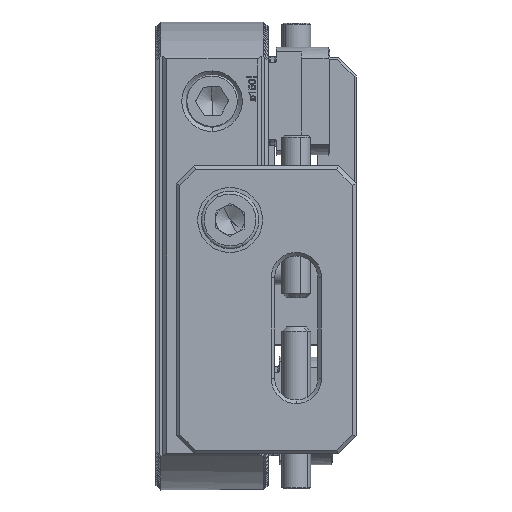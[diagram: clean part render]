
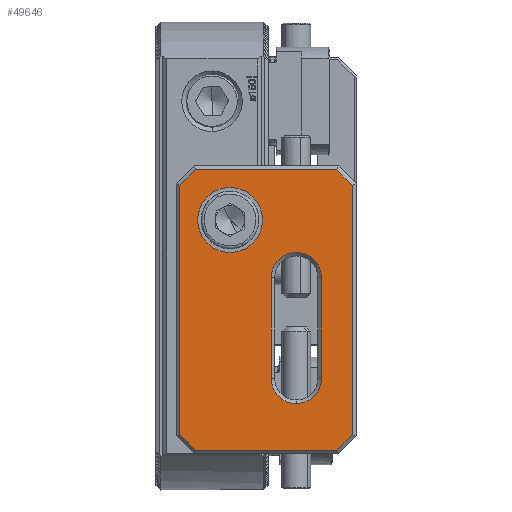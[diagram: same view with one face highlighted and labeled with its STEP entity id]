
A CAD part, front view. The second image highlights one B-rep face of the part: STEP entity #49646.
In plain terms, the highlighted face is planar.
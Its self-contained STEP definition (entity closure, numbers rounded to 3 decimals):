
#565 = VERTEX_POINT ( 'NONE', #646 ) ;
#646 = CARTESIAN_POINT ( 'NONE',  ( 59., 40.4, 0. ) ) ;
#1260 = EDGE_CURVE ( 'NONE', #565, #11777, #3292, .T. ) ;
#1437 = AXIS2_PLACEMENT_3D ( 'NONE', #37575, #23580, #57053 ) ;
#2095 = DIRECTION ( 'NONE',  ( 0., 0., -1. ) ) ;
#2447 = AXIS2_PLACEMENT_3D ( 'NONE', #26710, #60239, #31536 ) ;
#2569 = CARTESIAN_POINT ( 'NONE',  ( 0.707, 44.293, 0. ) ) ;
#2762 = ORIENTED_EDGE ( 'NONE', *, *, #46153, .T. ) ;
#3292 = CIRCLE ( 'NONE', #12463, 7. ) ;
#4603 = DIRECTION ( 'NONE',  ( 1., 0., 0. ) ) ;
#6280 = FACE_BOUND ( 'NONE', #52265, .T. ) ;
#7119 = EDGE_CURVE ( 'NONE', #17304, #55613, #58970, .T. ) ;
#7164 = VERTEX_POINT ( 'NONE', #34814 ) ;
#8196 = CARTESIAN_POINT ( 'NONE',  ( 79., 5.414, 0. ) ) ;
#8271 = LINE ( 'NONE', #52101, #30684 ) ;
#8565 = AXIS2_PLACEMENT_3D ( 'NONE', #47238, #18616, #52021 ) ;
#9654 = CIRCLE ( 'NONE', #2447, 9. ) ;
#9767 = AXIS2_PLACEMENT_3D ( 'NONE', #30764, #2095, #35570 ) ;
#11113 = VERTEX_POINT ( 'NONE', #8196 ) ;
#11213 = CARTESIAN_POINT ( 'NONE',  ( 1., 44.586, 0. ) ) ;
#11390 = CARTESIAN_POINT ( 'NONE',  ( 31., 40.4, 0. ) ) ;
#11442 = VECTOR ( 'NONE', #54816, 1000. ) ;
#11777 = VERTEX_POINT ( 'NONE', #58543 ) ;
#11953 = CARTESIAN_POINT ( 'NONE',  ( 1., 5., 0. ) ) ;
#12463 = AXIS2_PLACEMENT_3D ( 'NONE', #25548, #59040, #30342 ) ;
#13367 = EDGE_LOOP ( 'NONE', ( #56390, #16232, #35179, #2762, #56813, #17204, #50182, #14150 ) ) ;
#13983 = LINE ( 'NONE', #2569, #37866 ) ;
#14150 = ORIENTED_EDGE ( 'NONE', *, *, #31308, .T. ) ;
#14222 = EDGE_CURVE ( 'NONE', #50555, #39302, #54028, .T. ) ;
#15332 = CARTESIAN_POINT ( 'NONE',  ( 74.586, 49., 0. ) ) ;
#16232 = ORIENTED_EDGE ( 'NONE', *, *, #7119, .T. ) ;
#17156 = LINE ( 'NONE', #49641, #28315 ) ;
#17204 = ORIENTED_EDGE ( 'NONE', *, *, #22310, .T. ) ;
#17304 = VERTEX_POINT ( 'NONE', #40396 ) ;
#18111 = VECTOR ( 'NONE', #4603, 1000. ) ;
#18458 = VECTOR ( 'NONE', #39294, 1000. ) ;
#18616 = DIRECTION ( 'NONE',  ( 0., 0., 1. ) ) ;
#19079 = DIRECTION ( 'NONE',  ( 1., 0., 0. ) ) ;
#20510 = VERTEX_POINT ( 'NONE', #24787 ) ;
#20793 = VECTOR ( 'NONE', #58485, 1000. ) ;
#20908 = EDGE_CURVE ( 'NONE', #20972, #50555, #8271, .T. ) ;
#20972 = VERTEX_POINT ( 'NONE', #57768 ) ;
#21083 = DIRECTION ( 'NONE',  ( 0., 0., -1. ) ) ;
#21184 = EDGE_CURVE ( 'NONE', #11777, #20972, #58386, .T. ) ;
#21430 = EDGE_CURVE ( 'NONE', #38674, #55416, #41103, .T. ) ;
#22310 = EDGE_CURVE ( 'NONE', #50734, #20510, #17156, .T. ) ;
#23580 = DIRECTION ( 'NONE',  ( 0., 0., -1. ) ) ;
#24225 = DIRECTION ( 'NONE',  ( -1., 0., 0. ) ) ;
#24749 = AXIS2_PLACEMENT_3D ( 'NONE', #49691, #21083, #54510 ) ;
#24787 = CARTESIAN_POINT ( 'NONE',  ( 5.414, 1., 0. ) ) ;
#24985 = CARTESIAN_POINT ( 'NONE',  ( 74.293, 49.293, 0. ) ) ;
#25548 = CARTESIAN_POINT ( 'NONE',  ( 59., 33.4, 0. ) ) ;
#25952 = ORIENTED_EDGE ( 'NONE', *, *, #37252, .T. ) ;
#26710 = CARTESIAN_POINT ( 'NONE',  ( 15., 15., 0. ) ) ;
#27244 = CARTESIAN_POINT ( 'NONE',  ( 6., 15., 0. ) ) ;
#28315 = VECTOR ( 'NONE', #40024, 1000. ) ;
#28938 = VERTEX_POINT ( 'NONE', #30908 ) ;
#28965 = EDGE_CURVE ( 'NONE', #49894, #50734, #49276, .T. ) ;
#28997 = EDGE_CURVE ( 'NONE', #55416, #38674, #9654, .T. ) ;
#29133 = LINE ( 'NONE', #33655, #33659 ) ;
#29258 = CARTESIAN_POINT ( 'NONE',  ( 79.293, 5.707, 0. ) ) ;
#29607 = ORIENTED_EDGE ( 'NONE', *, *, #20908, .T. ) ;
#30135 = ORIENTED_EDGE ( 'NONE', *, *, #21430, .F. ) ;
#30342 = DIRECTION ( 'NONE',  ( -1., 0., 0. ) ) ;
#30684 = VECTOR ( 'NONE', #61792, 1000. ) ;
#30764 = CARTESIAN_POINT ( 'NONE',  ( 59., 33.4, 0. ) ) ;
#30908 = CARTESIAN_POINT ( 'NONE',  ( 5.414, 49., 0. ) ) ;
#31156 = LINE ( 'NONE', #29258, #18458 ) ;
#31308 = EDGE_CURVE ( 'NONE', #7164, #11113, #31156, .T. ) ;
#31536 = DIRECTION ( 'NONE',  ( 1., 0., 0. ) ) ;
#31649 = FACE_BOUND ( 'NONE', #32126, .T. ) ;
#32126 = EDGE_LOOP ( 'NONE', ( #30135, #51201 ) ) ;
#32552 = ORIENTED_EDGE ( 'NONE', *, *, #21184, .T. ) ;
#33655 = CARTESIAN_POINT ( 'NONE',  ( 5., 49., 0. ) ) ;
#33659 = VECTOR ( 'NONE', #24225, 1000. ) ;
#34659 = CARTESIAN_POINT ( 'NONE',  ( 1., 5.414, 0. ) ) ;
#34799 = EDGE_CURVE ( 'NONE', #20510, #7164, #47350, .T. ) ;
#34814 = CARTESIAN_POINT ( 'NONE',  ( 74.586, 1., 0. ) ) ;
#35078 = VECTOR ( 'NONE', #40518, 1000. ) ;
#35179 = ORIENTED_EDGE ( 'NONE', *, *, #56068, .T. ) ;
#35570 = DIRECTION ( 'NONE',  ( -1., 0., 0. ) ) ;
#36970 = EDGE_CURVE ( 'NONE', #11113, #17304, #38289, .T. ) ;
#37252 = EDGE_CURVE ( 'NONE', #39302, #565, #54764, .T. ) ;
#37575 = CARTESIAN_POINT ( 'NONE',  ( 0., 50., 0. ) ) ;
#37866 = VECTOR ( 'NONE', #40828, 1000. ) ;
#38289 = LINE ( 'NONE', #40583, #11442 ) ;
#38674 = VERTEX_POINT ( 'NONE', #42210 ) ;
#39294 = DIRECTION ( 'NONE',  ( 0.707, 0.707, 0. ) ) ;
#39302 = VERTEX_POINT ( 'NONE', #11390 ) ;
#40024 = DIRECTION ( 'NONE',  ( 0.707, -0.707, 0. ) ) ;
#40396 = CARTESIAN_POINT ( 'NONE',  ( 79., 44.586, 0. ) ) ;
#40518 = DIRECTION ( 'NONE',  ( 0., -1., 0. ) ) ;
#40583 = CARTESIAN_POINT ( 'NONE',  ( 79., 45., 0. ) ) ;
#40828 = DIRECTION ( 'NONE',  ( -0.707, -0.707, 0. ) ) ;
#41103 = CIRCLE ( 'NONE', #8565, 9. ) ;
#41578 = CARTESIAN_POINT ( 'NONE',  ( 0., 40.4, 0. ) ) ;
#42210 = CARTESIAN_POINT ( 'NONE',  ( 24., 15., 0. ) ) ;
#46153 = EDGE_CURVE ( 'NONE', #28938, #49894, #13983, .T. ) ;
#47238 = CARTESIAN_POINT ( 'NONE',  ( 15., 15., 0. ) ) ;
#47350 = LINE ( 'NONE', #52506, #57948 ) ;
#49276 = LINE ( 'NONE', #11953, #35078 ) ;
#49623 = ORIENTED_EDGE ( 'NONE', *, *, #1260, .T. ) ;
#49641 = CARTESIAN_POINT ( 'NONE',  ( 5.707, 0.707, 0. ) ) ;
#49646 = ADVANCED_FACE ( 'NONE', ( #6280, #55600, #31649 ), #52217, .F. ) ;
#49691 = CARTESIAN_POINT ( 'NONE',  ( 31., 33.4, 0. ) ) ;
#49894 = VERTEX_POINT ( 'NONE', #11213 ) ;
#50182 = ORIENTED_EDGE ( 'NONE', *, *, #34799, .T. ) ;
#50555 = VERTEX_POINT ( 'NONE', #57475 ) ;
#50734 = VERTEX_POINT ( 'NONE', #34659 ) ;
#51201 = ORIENTED_EDGE ( 'NONE', *, *, #28997, .F. ) ;
#51205 = ORIENTED_EDGE ( 'NONE', *, *, #14222, .T. ) ;
#52021 = DIRECTION ( 'NONE',  ( 1., 0., 0. ) ) ;
#52101 = CARTESIAN_POINT ( 'NONE',  ( 0., 26.4, 0. ) ) ;
#52217 = PLANE ( 'NONE',  #1437 ) ;
#52265 = EDGE_LOOP ( 'NONE', ( #49623, #32552, #29607, #51205, #25952 ) ) ;
#52506 = CARTESIAN_POINT ( 'NONE',  ( 75., 1., 0. ) ) ;
#54028 = CIRCLE ( 'NONE', #24749, 7. ) ;
#54510 = DIRECTION ( 'NONE',  ( -1., 0., 0. ) ) ;
#54764 = LINE ( 'NONE', #41578, #18111 ) ;
#54816 = DIRECTION ( 'NONE',  ( 0., 1., 0. ) ) ;
#55416 = VERTEX_POINT ( 'NONE', #27244 ) ;
#55600 = FACE_OUTER_BOUND ( 'NONE', #13367, .T. ) ;
#55613 = VERTEX_POINT ( 'NONE', #15332 ) ;
#56068 = EDGE_CURVE ( 'NONE', #55613, #28938, #29133, .T. ) ;
#56390 = ORIENTED_EDGE ( 'NONE', *, *, #36970, .T. ) ;
#56813 = ORIENTED_EDGE ( 'NONE', *, *, #28965, .T. ) ;
#57053 = DIRECTION ( 'NONE',  ( -1., 0., 0. ) ) ;
#57475 = CARTESIAN_POINT ( 'NONE',  ( 31., 26.4, 0. ) ) ;
#57768 = CARTESIAN_POINT ( 'NONE',  ( 59., 26.4, 0. ) ) ;
#57948 = VECTOR ( 'NONE', #19079, 1000. ) ;
#58386 = CIRCLE ( 'NONE', #9767, 7. ) ;
#58485 = DIRECTION ( 'NONE',  ( -0.707, 0.707, 0. ) ) ;
#58543 = CARTESIAN_POINT ( 'NONE',  ( 66., 33.4, 0. ) ) ;
#58970 = LINE ( 'NONE', #24985, #20793 ) ;
#59040 = DIRECTION ( 'NONE',  ( 0., 0., -1. ) ) ;
#60239 = DIRECTION ( 'NONE',  ( 0., 0., 1. ) ) ;
#61792 = DIRECTION ( 'NONE',  ( -1., 0., 0. ) ) ;
